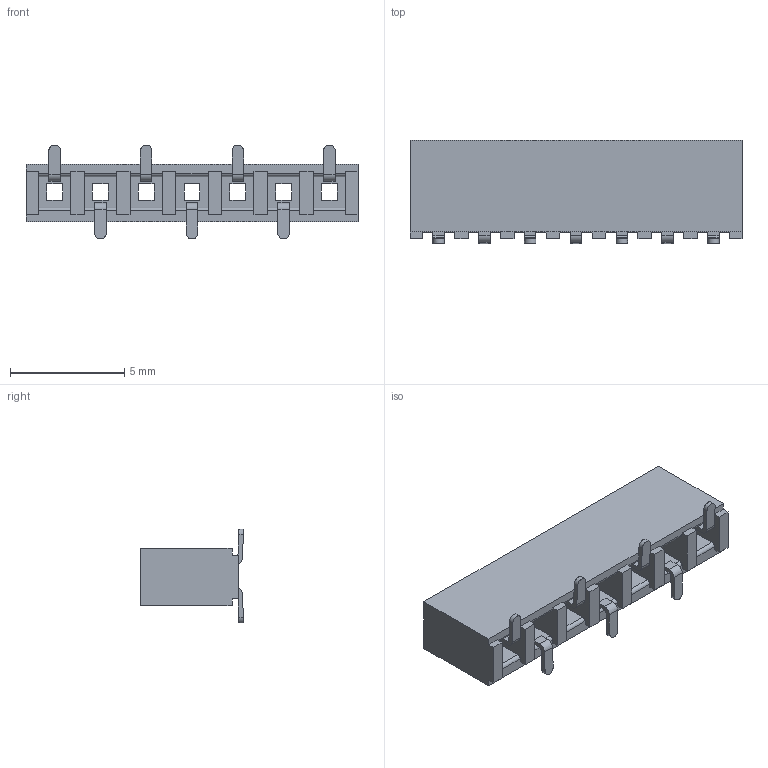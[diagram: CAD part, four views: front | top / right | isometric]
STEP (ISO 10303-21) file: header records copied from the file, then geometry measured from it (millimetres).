
FILE_DESCRIPTION(/* description */ ('STEP AP242','CAx-IF Rec.Pracs.---Representation and Presentation of Product Manufacturing Information (PMI)---4.0---2014-10-13','CAx-IF Rec.Pracs.---3D Tessellated Geometry---0.4---2014-09-14','2;1'),/* implementation_level */ '2;1');
FILE_NAME(/* name */ '678192d042430747f900ee81',/* time_stamp */ '2025-01-10T21:36:17Z',/* author */ (''),/* organization */ (''),/* preprocessor_version */ 'ST-DEVELOPER v20',/* originating_system */ 'ONSHAPE BY PTC INC, 1.192',/* authorisation */ ' ');
FILE_SCHEMA (('AP242_MANAGED_MODEL_BASED_3D_ENGINEERING_MIM_LF { 1 0 10303 442 1 1 4 }'));
Length unit declared in the file: metre
Products named in the file (1): female_header_a-bl200-eg-z07mp1
Bounding box: 14.5 x 4.5 x 4.1 mm (x, y, z)
Volume: 99.3 mm3; surface area: 373 mm2
Topology: 1 solids, 1 shells, 217 faces, 632 edges, 424 vertices
Faces by surface type: plane 182, cylinder 35
Entity records: 8462 total; most frequent: CARTESIAN_POINT 1295, ORIENTED_EDGE 1264, DIRECTION 1139, EDGE_CURVE 632, LINE 547, VECTOR 547, VERTEX_POINT 424, AXIS2_PLACEMENT_3D 296
